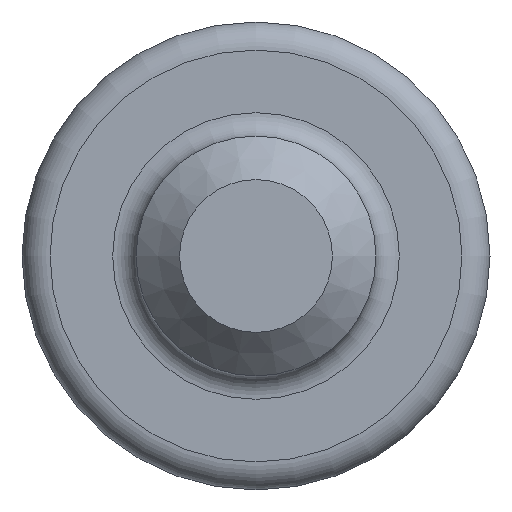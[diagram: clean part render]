
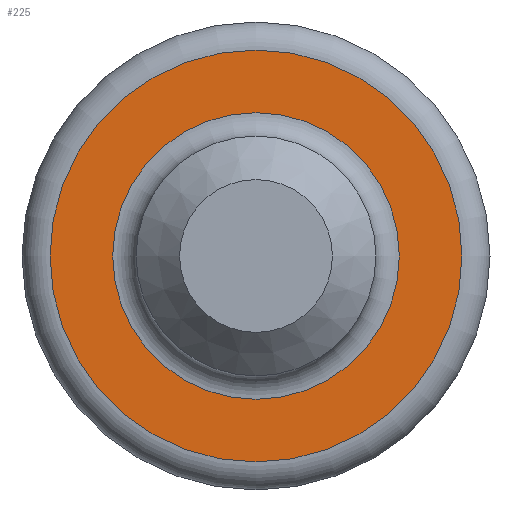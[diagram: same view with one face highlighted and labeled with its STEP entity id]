
A CAD part, front view. The second image highlights one B-rep face of the part: STEP entity #225.
In plain terms, the highlighted planar face has unit normal (0, -1, 0).
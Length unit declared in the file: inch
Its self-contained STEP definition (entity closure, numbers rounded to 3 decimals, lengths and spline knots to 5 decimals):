
#57=FACE_BOUND('',#82,.T.);
#65=FACE_OUTER_BOUND('',#81,.T.);
#81=EDGE_LOOP('',(#160));
#82=EDGE_LOOP('',(#161));
#102=CIRCLE('',#246,0.08801);
#103=CIRCLE('',#247,0.06125);
#111=VERTEX_POINT('',#339);
#112=VERTEX_POINT('',#341);
#132=EDGE_CURVE('',#111,#111,#102,.T.);
#133=EDGE_CURVE('',#112,#112,#103,.T.);
#160=ORIENTED_EDGE('',*,*,#132,.T.);
#161=ORIENTED_EDGE('',*,*,#133,.T.);
#214=PLANE('',#245);
#225=ADVANCED_FACE('',(#65,#57),#214,.T.);
#245=AXIS2_PLACEMENT_3D('',#338,#275,#276);
#246=AXIS2_PLACEMENT_3D('',#340,#277,#278);
#247=AXIS2_PLACEMENT_3D('',#342,#279,#280);
#275=DIRECTION('center_axis',(0.,-1.,0.));
#276=DIRECTION('ref_axis',(0.,0.,-1.));
#277=DIRECTION('center_axis',(0.,-1.,0.));
#278=DIRECTION('ref_axis',(1.,0.,0.));
#279=DIRECTION('center_axis',(0.,1.,0.));
#280=DIRECTION('ref_axis',(1.,0.,0.));
#338=CARTESIAN_POINT('Origin',(0.,0.,0.));
#339=CARTESIAN_POINT('',(-0.08801,0.,0.));
#340=CARTESIAN_POINT('Origin',(0.,0.,
0.));
#341=CARTESIAN_POINT('',(-0.06125,0.,0.));
#342=CARTESIAN_POINT('Origin',(0.,0.,0.));
